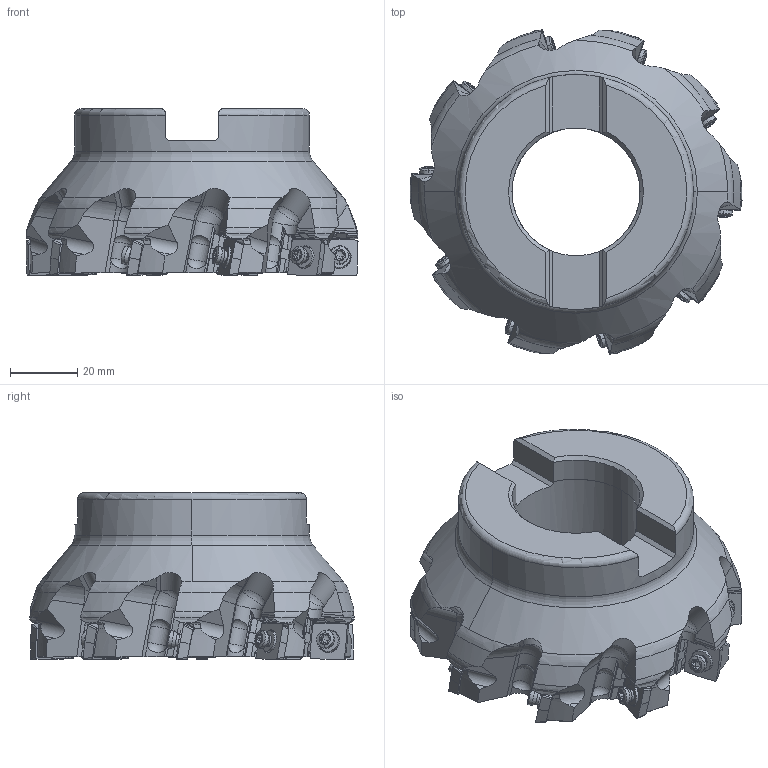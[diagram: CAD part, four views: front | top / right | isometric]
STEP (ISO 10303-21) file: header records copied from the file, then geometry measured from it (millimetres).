
FILE_DESCRIPTION(/* description */ (''),/* implementation_level */ '2;1');
FILE_NAME(/* name */ 'ASX400R0410E.stp',/* time_stamp */ '2021-09-08T11:41:59+09:00',/* author */ (''),/* organization */ (''),/* preprocessor_version */ 'ST-DEVELOPER v16',/* originating_system */ 'SIEMENS PLM Software NX 10.0',/* authorisation */ '');
FILE_SCHEMA (('AUTOMOTIVE_DESIGN { 1 0 10303 214 3 1 1 1 }'));
Products named in the file (1): ASX400R0410E_ASM
Bounding box: 98.9 x 96.65 x 49.72 mm (x, y, z)
Volume: 164010.5 mm3; surface area: 39264.2 mm2
Topology: 31 solids, 31 shells, 1508 faces, 4363 edges, 2974 vertices
Faces by surface type: plane 610, cylinder 510, cone 200, torus 78, sphere 50, extrusion 40, bspline 20
Entity records: 61539 total; most frequent: CARTESIAN_POINT 21874, ORIENTED_EDGE 8506, DIRECTION 7629, EDGE_CURVE 4253, AXIS2_PLACEMENT_3D 2895, VERTEX_POINT 2867, VECTOR 1839, LINE 1799
